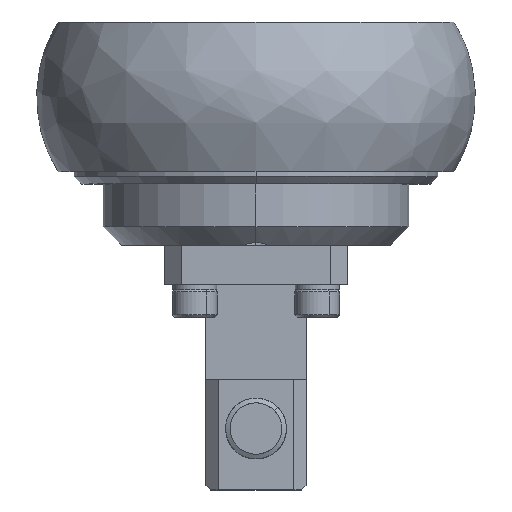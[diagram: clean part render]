
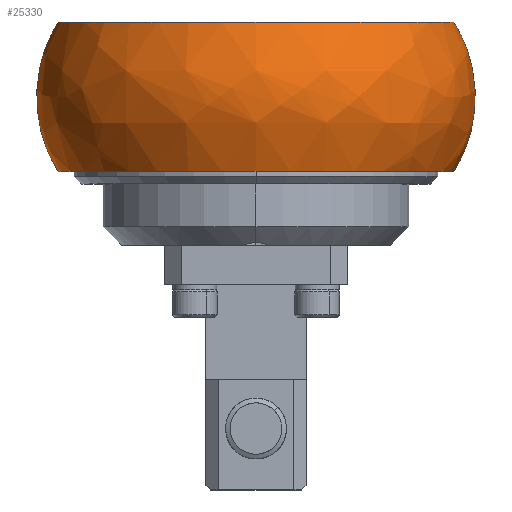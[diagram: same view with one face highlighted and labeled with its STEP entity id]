
A CAD part, top view. The second image highlights one B-rep face of the part: STEP entity #25330.
In plain terms, the highlighted free-form (B-spline) face has degree [3, 3] with [4, 4] control points.
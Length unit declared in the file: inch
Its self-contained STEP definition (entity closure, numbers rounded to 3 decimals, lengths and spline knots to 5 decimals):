
#217 = CARTESIAN_POINT ( 'NONE',  ( -0.80878, -0.305, 1.61755 ) ) ;
#1641 = CARTESIAN_POINT ( 'NONE',  ( 0.92545, 0.12361, 0. ) ) ;
#1944 = CARTESIAN_POINT ( 'NONE',  ( 0., 0.305, 0. ) ) ;
#2645 = CARTESIAN_POINT ( 'NONE',  ( -0.92545, -0.12361, 1.85089 ) ) ;
#2772 = CARTESIAN_POINT ( 'NONE',  ( 0.80878, 0.305, 0. ) ) ;
#3225 = DIRECTION ( 'NONE',  ( 0., -1., 0. ) ) ;
#3659 = FACE_OUTER_BOUND ( 'NONE', #7722, .T. ) ;
#3935 = EDGE_CURVE ( 'NONE', #16671, #19235, #22580, .T. ) ;
#5094 = CARTESIAN_POINT ( 'NONE',  ( -0.80878, -0.305, 0. ) ) ;
#6113 = CARTESIAN_POINT ( 'NONE',  ( -0.80878, 0.305, 0. ) ) ;
#7722 = EDGE_LOOP ( 'NONE', ( #29206, #35762, #20503, #9383 ) ) ;
#9383 = ORIENTED_EDGE ( 'NONE', *, *, #29576, .T. ) ;
#9644 = CARTESIAN_POINT ( 'NONE',  ( -0.80878, -0.305, 0. ) ) ;
#10353 = CARTESIAN_POINT ( 'NONE',  ( 0.80878, 0.305, 0. ) ) ;
#10989 = CARTESIAN_POINT ( 'NONE',  ( 0.92545, 0.12361, 1.85089 ) ) ;
#11652 = CIRCLE ( 'NONE', #20593, 0.80878 ) ;
#12971 = DIRECTION ( 'NONE',  ( 0., -1., 0. ) ) ;
#13784 = CARTESIAN_POINT ( 'NONE',  ( -0.92545, 0.12361, 1.85089 ) ) ;
#15659 = DIRECTION ( 'NONE',  ( 0., 0., -1. ) ) ;
#16605 = EDGE_CURVE ( 'NONE', #28613, #19044, #25848, .T. ) ;
#16671 = VERTEX_POINT ( 'NONE', #35480 ) ;
#16839 = CARTESIAN_POINT ( 'NONE',  ( 0.80878, -0.305, 1.61755 ) ) ;
#17179 = CARTESIAN_POINT ( 'NONE',  ( 0., -0.305, 0. ) ) ;
#17327 = CARTESIAN_POINT ( 'NONE',  ( -0.80878, 0.305, 1.61755 ) ) ;
#18042 = CARTESIAN_POINT ( 'NONE',  ( 0.92545, -0.12361, 0. ) ) ;
#19044 = VERTEX_POINT ( 'NONE', #29064 ) ;
#19235 = VERTEX_POINT ( 'NONE', #10353 ) ;
#19303 = CARTESIAN_POINT ( 'NONE',  ( 0.92545, -0.12361, 1.85089 ) ) ;
#19408 = CARTESIAN_POINT ( 'NONE',  ( -0.92545, 0.12361, 0. ) ) ;
#19667 = CARTESIAN_POINT ( 'NONE',  ( -0.80878, -0.305, 0. ) ) ;
#20503 = ORIENTED_EDGE ( 'NONE', *, *, #3935, .T. ) ;
#20593 = AXIS2_PLACEMENT_3D ( 'NONE', #17179, #3225, #28661 ) ;
#20821 = CIRCLE ( 'NONE', #31181, 0.80878 ) ;
#22580 = B_SPLINE_CURVE_WITH_KNOTS ( 'NONE', 3,
 ( #32095, #18042, #1641, #23906 ),
 .UNSPECIFIED., .F., .F.,
 ( 4, 4 ),
 ( 0., 1. ),
 .UNSPECIFIED. ) ;
#23906 = CARTESIAN_POINT ( 'NONE',  ( 0.80878, 0.305, 0. ) ) ;
#25330 = ADVANCED_FACE ( 'NONE', ( #3659 ), #32763, .T. ) ;
#25848 = B_SPLINE_CURVE_WITH_KNOTS ( 'NONE', 3,
 ( #9644, #29442, #29685, #35114 ),
 .UNSPECIFIED., .F., .F.,
 ( 4, 4 ),
 ( 0., 1. ),
 .UNSPECIFIED. ) ;
#28613 = VERTEX_POINT ( 'NONE', #5094 ) ;
#28661 = DIRECTION ( 'NONE',  ( 0., 0., -1. ) ) ;
#29064 = CARTESIAN_POINT ( 'NONE',  ( -0.80878, 0.305, 0. ) ) ;
#29206 = ORIENTED_EDGE ( 'NONE', *, *, #16605, .F. ) ;
#29442 = CARTESIAN_POINT ( 'NONE',  ( -0.92545, -0.12361, 0. ) ) ;
#29576 = EDGE_CURVE ( 'NONE', #19235, #19044, #20821, .T. ) ;
#29685 = CARTESIAN_POINT ( 'NONE',  ( -0.92545, 0.12361, 0. ) ) ;
#29786 = EDGE_CURVE ( 'NONE', #16671, #28613, #11652, .T. ) ;
#30424 = CARTESIAN_POINT ( 'NONE',  ( 0.92545, -0.12361, 0. ) ) ;
#30551 = CARTESIAN_POINT ( 'NONE',  ( 0.92545, 0.12361, 0. ) ) ;
#30788 = CARTESIAN_POINT ( 'NONE',  ( 0.80878, -0.305, 0. ) ) ;
#31181 = AXIS2_PLACEMENT_3D ( 'NONE', #1944, #12971, #15659 ) ;
#31274 = CARTESIAN_POINT ( 'NONE',  ( 0.80878, 0.305, 1.61755 ) ) ;
#32095 = CARTESIAN_POINT ( 'NONE',  ( 0.80878, -0.305, 0. ) ) ;
#32763 =( BOUNDED_SURFACE ( )  B_SPLINE_SURFACE ( 3, 3, ( 
 ( #30788, #16839, #217, #19667 ),
 ( #30424, #19303, #2645, #36105 ),
 ( #30551, #10989, #13784, #19408 ),
 ( #2772, #31274, #17327, #6113 ) ),
 .UNSPECIFIED., .F., .F., .T. ) 
 B_SPLINE_SURFACE_WITH_KNOTS ( ( 4, 4 ),
 ( 4, 4 ),
 ( 0., 1. ),
 ( 0., 1. ),
 .UNSPECIFIED. ) 
 GEOMETRIC_REPRESENTATION_ITEM ( )  RATIONAL_B_SPLINE_SURFACE ( (
 ( 1., 0.333, 0.333, 1.),
 ( 1., 0.333, 0.333, 1.),
 ( 1., 0.333, 0.333, 1.),
 ( 1., 0.333, 0.333, 1.) ) ) 
 REPRESENTATION_ITEM ( '' )  SURFACE ( )  );
#35114 = CARTESIAN_POINT ( 'NONE',  ( -0.80878, 0.305, 0. ) ) ;
#35480 = CARTESIAN_POINT ( 'NONE',  ( 0.80878, -0.305, 0. ) ) ;
#35762 = ORIENTED_EDGE ( 'NONE', *, *, #29786, .F. ) ;
#36105 = CARTESIAN_POINT ( 'NONE',  ( -0.92545, -0.12361, 0. ) ) ;
